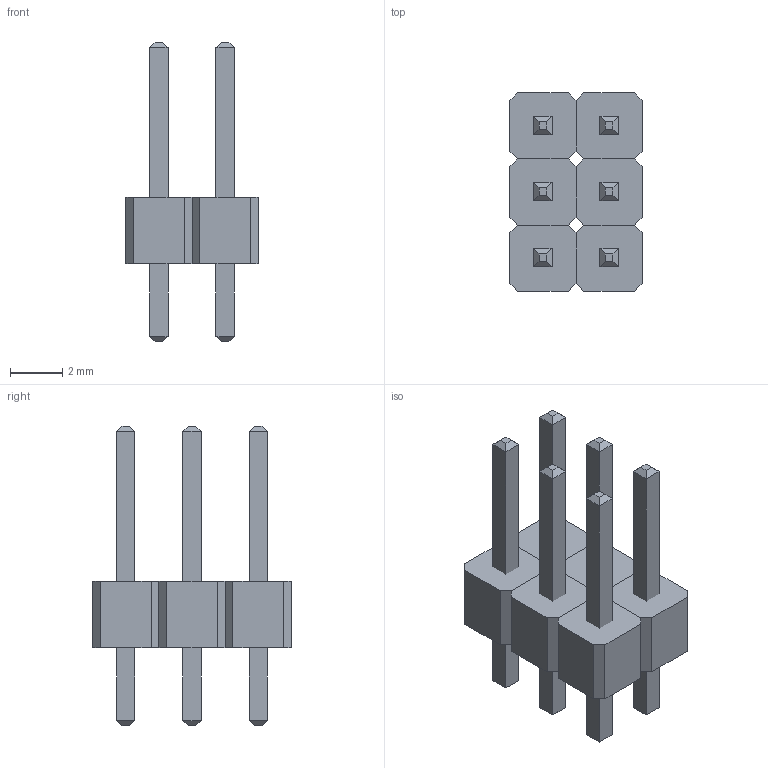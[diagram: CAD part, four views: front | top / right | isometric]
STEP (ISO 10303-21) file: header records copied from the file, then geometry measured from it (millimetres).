
FILE_DESCRIPTION(('FreeCAD Model'),'2;1');
FILE_NAME('Open CASCADE Shape Model','2022-07-24T17:51:01',( 'kicad StepUp'),('ksu MCAD'),'Open CASCADE STEP processor 7.5', 'FreeCAD','Unknown');
FILE_SCHEMA(('AUTOMOTIVE_DESIGN { 1 0 10303 214 1 1 1 1 }'));
Length unit declared in the file: millimetre
Products named in the file (3): PinHeader_P2.54mm_2x03; Pin001; Body002
Assembly tree (2 placements, depth 2):
  PinHeader_P2.54mm_2x03
    Pin001
    Body002
Bounding box: 5.08 x 7.62 x 11.5 mm (x, y, z)
Volume: 128.8 mm3; surface area: 344.7 mm2
Topology: 7 solids, 7 shells, 154 faces, 332 edges, 188 vertices
Faces by surface type: plane 154
Entity records: 4066 total; most frequent: CARTESIAN_POINT 677, ORIENTED_EDGE 664, DIRECTION 646, EDGE_CURVE 332, LINE 332, VECTOR 332, VERTEX_POINT 188, AXIS2_PLACEMENT_3D 157
